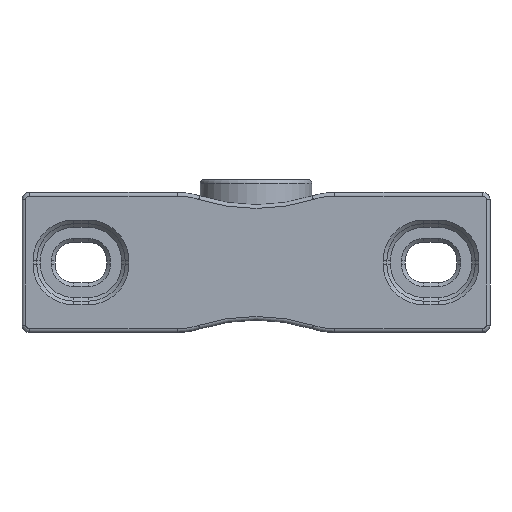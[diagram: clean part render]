
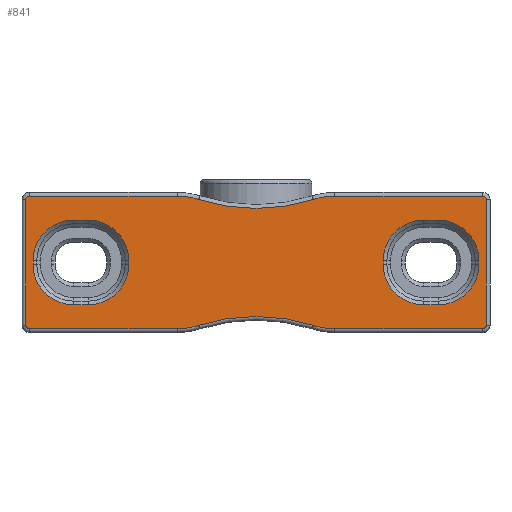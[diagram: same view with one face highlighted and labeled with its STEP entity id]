
A CAD part, front view. The second image highlights one B-rep face of the part: STEP entity #841.
In plain terms, the highlighted planar face has unit normal (0, -1, 0).
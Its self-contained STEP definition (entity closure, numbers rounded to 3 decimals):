
#262=CARTESIAN_POINT('',(98.,0.0,18.5));
#263=VERTEX_POINT('',#262);
#270=CARTESIAN_POINT('',(109.,0.0,7.5));
#271=VERTEX_POINT('',#270);
#272=CARTESIAN_POINT('',(109.,0.0,18.5));
#273=DIRECTION('',(0.0,-1.0,0.0));
#274=DIRECTION('',(-1.0,0.0,0.0));
#275=AXIS2_PLACEMENT_3D('',#272,#273,#274);
#276=CIRCLE('',#275,11.);
#277=EDGE_CURVE('',#263,#271,#276,.T.);
#304=CARTESIAN_POINT('',(98.,0.0,19.5));
#305=VERTEX_POINT('',#304);
#312=CARTESIAN_POINT('',(98.,0.0,19.5));
#313=DIRECTION('',(0.0,0.0,-1.0));
#314=VECTOR('',#313,1.0);
#315=LINE('',#312,#314);
#316=EDGE_CURVE('',#305,#263,#315,.T.);
#335=CARTESIAN_POINT('',(109.,0.0,30.5));
#336=VERTEX_POINT('',#335);
#343=CARTESIAN_POINT('',(109.,0.0,19.5));
#344=DIRECTION('',(0.0,-1.0,0.0));
#345=DIRECTION('',(0.0,0.0,1.0));
#346=AXIS2_PLACEMENT_3D('',#343,#344,#345);
#347=CIRCLE('',#346,11.);
#348=EDGE_CURVE('',#336,#305,#347,.T.);
#368=CARTESIAN_POINT('',(113.0,0.0,30.5));
#369=VERTEX_POINT('',#368);
#376=CARTESIAN_POINT('',(113.,0.0,30.5));
#377=DIRECTION('',(-1.0,0.0,0.0));
#378=VECTOR('',#377,4.);
#379=LINE('',#376,#378);
#380=EDGE_CURVE('',#369,#336,#379,.T.);
#399=CARTESIAN_POINT('',(124.0,0.0,19.5));
#400=VERTEX_POINT('',#399);
#407=CARTESIAN_POINT('',(113.0,0.0,19.5));
#408=DIRECTION('',(0.0,-1.0,0.0));
#409=DIRECTION('',(1.0,0.0,0.0));
#410=AXIS2_PLACEMENT_3D('',#407,#408,#409);
#411=CIRCLE('',#410,11.);
#412=EDGE_CURVE('',#400,#369,#411,.T.);
#432=CARTESIAN_POINT('',(124.0,0.0,18.5));
#433=VERTEX_POINT('',#432);
#440=CARTESIAN_POINT('',(124.0,0.0,18.5));
#441=DIRECTION('',(0.0,0.0,1.0));
#442=VECTOR('',#441,1.);
#443=LINE('',#440,#442);
#444=EDGE_CURVE('',#433,#400,#443,.T.);
#463=CARTESIAN_POINT('',(113.0,0.0,7.5));
#464=VERTEX_POINT('',#463);
#471=CARTESIAN_POINT('',(113.0,0.0,18.5));
#472=DIRECTION('',(0.0,-1.0,0.0));
#473=DIRECTION('',(0.0,0.0,-1.0));
#474=AXIS2_PLACEMENT_3D('',#471,#472,#473);
#475=CIRCLE('',#474,11.);
#476=EDGE_CURVE('',#464,#433,#475,.T.);
#495=CARTESIAN_POINT('',(109.,0.0,7.5));
#496=DIRECTION('',(1.0,0.0,0.0));
#497=VECTOR('',#496,4.);
#498=LINE('',#495,#497);
#499=EDGE_CURVE('',#271,#464,#498,.T.);
#616=CARTESIAN_POINT('',(0.0,0.0,0.0));
#617=DIRECTION('',(0.0,-1.0,0.0));
#618=DIRECTION('',(1.0,0.0,0.0));
#619=AXIS2_PLACEMENT_3D('',#616,#617,#618);
#620=PLANE('',#619);
#621=CARTESIAN_POINT('',(42.145,0.0,37.0));
#622=VERTEX_POINT('',#621);
#623=CARTESIAN_POINT('',(47.941,0.0,36.094));
#624=VERTEX_POINT('',#623);
#625=CARTESIAN_POINT('',(42.145,0.0,18.0));
#626=DIRECTION('',(0.0,1.0,0.0));
#627=DIRECTION('',(0.154,0.0,0.988));
#628=AXIS2_PLACEMENT_3D('',#625,#626,#627);
#629=CIRCLE('',#628,19.);
#630=EDGE_CURVE('',#622,#624,#629,.T.);
#631=ORIENTED_EDGE('',*,*,#630,.F.);
#632=CARTESIAN_POINT('',(2.0,0.0,37.0));
#633=VERTEX_POINT('',#632);
#634=CARTESIAN_POINT('',(2.,0.0,37.0));
#635=DIRECTION('',(1.0,0.0,0.0));
#636=VECTOR('',#635,40.145);
#637=LINE('',#634,#636);
#638=EDGE_CURVE('',#633,#622,#637,.T.);
#639=ORIENTED_EDGE('',*,*,#638,.F.);
#640=CARTESIAN_POINT('',(1.0,0.0,36.0));
#641=VERTEX_POINT('',#640);
#642=CARTESIAN_POINT('',(2.0,0.0,36.0));
#643=DIRECTION('',(0.0,1.0,0.0));
#644=DIRECTION('',(-0.707,0.0,0.707));
#645=AXIS2_PLACEMENT_3D('',#642,#643,#644);
#646=CIRCLE('',#645,1.0);
#647=EDGE_CURVE('',#641,#633,#646,.T.);
#648=ORIENTED_EDGE('',*,*,#647,.F.);
#649=CARTESIAN_POINT('',(1.,0.0,2.0));
#650=VERTEX_POINT('',#649);
#651=CARTESIAN_POINT('',(1.0,0.0,2.0));
#652=DIRECTION('',(0.0,0.0,1.0));
#653=VECTOR('',#652,34.0);
#654=LINE('',#651,#653);
#655=EDGE_CURVE('',#650,#641,#654,.T.);
#656=ORIENTED_EDGE('',*,*,#655,.F.);
#657=CARTESIAN_POINT('',(2.,0.0,1.0));
#658=VERTEX_POINT('',#657);
#659=CARTESIAN_POINT('',(2.,0.0,2.0));
#660=DIRECTION('',(0.0,1.0,0.0));
#661=DIRECTION('',(-0.707,0.0,-0.707));
#662=AXIS2_PLACEMENT_3D('',#659,#660,#661);
#663=CIRCLE('',#662,1.0);
#664=EDGE_CURVE('',#658,#650,#663,.T.);
#665=ORIENTED_EDGE('',*,*,#664,.F.);
#666=CARTESIAN_POINT('',(42.145,0.0,1.0));
#667=VERTEX_POINT('',#666);
#668=CARTESIAN_POINT('',(42.145,0.0,1.0));
#669=DIRECTION('',(-1.0,0.0,0.0));
#670=VECTOR('',#669,40.145);
#671=LINE('',#668,#670);
#672=EDGE_CURVE('',#667,#658,#671,.T.);
#673=ORIENTED_EDGE('',*,*,#672,.F.);
#674=CARTESIAN_POINT('',(47.941,0.0,1.906));
#675=VERTEX_POINT('',#674);
#676=CARTESIAN_POINT('',(42.145,0.0,20.0));
#677=DIRECTION('',(0.0,1.0,0.0));
#678=DIRECTION('',(0.154,0.0,-0.988));
#679=AXIS2_PLACEMENT_3D('',#676,#677,#678);
#680=CIRCLE('',#679,19.0);
#681=EDGE_CURVE('',#675,#667,#680,.T.);
#682=ORIENTED_EDGE('',*,*,#681,.F.);
#683=CARTESIAN_POINT('',(79.059,0.0,1.906));
#684=VERTEX_POINT('',#683);
#685=CARTESIAN_POINT('',(63.5,0.0,-46.663));
#686=DIRECTION('',(0.0,-1.0,0.0));
#687=DIRECTION('',(0.0,0.0,1.0));
#688=AXIS2_PLACEMENT_3D('',#685,#686,#687);
#689=CIRCLE('',#688,51.);
#690=EDGE_CURVE('',#684,#675,#689,.T.);
#691=ORIENTED_EDGE('',*,*,#690,.F.);
#692=CARTESIAN_POINT('',(84.855,0.0,1.0));
#693=VERTEX_POINT('',#692);
#694=CARTESIAN_POINT('',(84.855,0.0,20.0));
#695=DIRECTION('',(0.0,1.0,0.0));
#696=DIRECTION('',(-0.154,0.0,-0.988));
#697=AXIS2_PLACEMENT_3D('',#694,#695,#696);
#698=CIRCLE('',#697,19.0);
#699=EDGE_CURVE('',#693,#684,#698,.T.);
#700=ORIENTED_EDGE('',*,*,#699,.F.);
#701=CARTESIAN_POINT('',(125.,0.0,1.0));
#702=VERTEX_POINT('',#701);
#703=CARTESIAN_POINT('',(125.,0.0,1.0));
#704=DIRECTION('',(-1.0,0.0,0.0));
#705=VECTOR('',#704,40.145);
#706=LINE('',#703,#705);
#707=EDGE_CURVE('',#702,#693,#706,.T.);
#708=ORIENTED_EDGE('',*,*,#707,.F.);
#709=CARTESIAN_POINT('',(126.,0.0,2.0));
#710=VERTEX_POINT('',#709);
#711=CARTESIAN_POINT('',(125.,0.0,2.0));
#712=DIRECTION('',(0.0,1.0,0.0));
#713=DIRECTION('',(0.707,0.0,-0.707));
#714=AXIS2_PLACEMENT_3D('',#711,#712,#713);
#715=CIRCLE('',#714,1.0);
#716=EDGE_CURVE('',#710,#702,#715,.T.);
#717=ORIENTED_EDGE('',*,*,#716,.F.);
#718=CARTESIAN_POINT('',(126.,0.0,36.0));
#719=VERTEX_POINT('',#718);
#720=CARTESIAN_POINT('',(126.,0.0,36.0));
#721=DIRECTION('',(0.0,0.0,-1.0));
#722=VECTOR('',#721,34.0);
#723=LINE('',#720,#722);
#724=EDGE_CURVE('',#719,#710,#723,.T.);
#725=ORIENTED_EDGE('',*,*,#724,.F.);
#726=CARTESIAN_POINT('',(125.,0.0,37.0));
#727=VERTEX_POINT('',#726);
#728=CARTESIAN_POINT('',(125.,0.0,36.0));
#729=DIRECTION('',(0.0,1.0,0.0));
#730=DIRECTION('',(0.707,0.0,0.707));
#731=AXIS2_PLACEMENT_3D('',#728,#729,#730);
#732=CIRCLE('',#731,1.0);
#733=EDGE_CURVE('',#727,#719,#732,.T.);
#734=ORIENTED_EDGE('',*,*,#733,.F.);
#735=CARTESIAN_POINT('',(84.855,0.0,37.));
#736=VERTEX_POINT('',#735);
#737=CARTESIAN_POINT('',(84.855,0.0,37.0));
#738=DIRECTION('',(1.0,0.0,0.0));
#739=VECTOR('',#738,40.145);
#740=LINE('',#737,#739);
#741=EDGE_CURVE('',#736,#727,#740,.T.);
#742=ORIENTED_EDGE('',*,*,#741,.F.);
#743=CARTESIAN_POINT('',(79.059,0.0,36.094));
#744=VERTEX_POINT('',#743);
#745=CARTESIAN_POINT('',(84.855,0.0,18.));
#746=DIRECTION('',(0.0,1.0,0.0));
#747=DIRECTION('',(-0.154,0.0,0.988));
#748=AXIS2_PLACEMENT_3D('',#745,#746,#747);
#749=CIRCLE('',#748,19.0);
#750=EDGE_CURVE('',#744,#736,#749,.T.);
#751=ORIENTED_EDGE('',*,*,#750,.F.);
#752=CARTESIAN_POINT('',(63.5,0.0,84.663));
#753=DIRECTION('',(0.0,-1.0,0.0));
#754=DIRECTION('',(0.0,0.0,-1.0));
#755=AXIS2_PLACEMENT_3D('',#752,#753,#754);
#756=CIRCLE('',#755,51.);
#757=EDGE_CURVE('',#624,#744,#756,.T.);
#758=ORIENTED_EDGE('',*,*,#757,.F.);
#759=EDGE_LOOP('',(#631,#639,#648,#656,#665,#673,#682,#691,#700,#708,#717,#725,#734,#742,#751,#758));
#760=FACE_OUTER_BOUND('',#759,.T.);
#761=CARTESIAN_POINT('',(14.,0.0,30.5));
#762=VERTEX_POINT('',#761);
#763=CARTESIAN_POINT('',(3.,0.0,19.5));
#764=VERTEX_POINT('',#763);
#765=CARTESIAN_POINT('',(14.,0.0,19.5));
#766=DIRECTION('',(0.0,-1.0,0.0));
#767=DIRECTION('',(0.0,0.0,1.0));
#768=AXIS2_PLACEMENT_3D('',#765,#766,#767);
#769=CIRCLE('',#768,11.);
#770=EDGE_CURVE('',#762,#764,#769,.T.);
#771=ORIENTED_EDGE('',*,*,#770,.F.);
#772=CARTESIAN_POINT('',(18.,0.0,30.5));
#773=VERTEX_POINT('',#772);
#774=CARTESIAN_POINT('',(18.,0.0,30.5));
#775=DIRECTION('',(-1.0,0.0,0.0));
#776=VECTOR('',#775,4.);
#777=LINE('',#774,#776);
#778=EDGE_CURVE('',#773,#762,#777,.T.);
#779=ORIENTED_EDGE('',*,*,#778,.F.);
#780=CARTESIAN_POINT('',(29.,0.0,19.5));
#781=VERTEX_POINT('',#780);
#782=CARTESIAN_POINT('',(18.,0.0,19.5));
#783=DIRECTION('',(0.0,-1.0,0.0));
#784=DIRECTION('',(1.0,0.0,0.0));
#785=AXIS2_PLACEMENT_3D('',#782,#783,#784);
#786=CIRCLE('',#785,11.);
#787=EDGE_CURVE('',#781,#773,#786,.T.);
#788=ORIENTED_EDGE('',*,*,#787,.F.);
#789=CARTESIAN_POINT('',(29.,0.0,18.5));
#790=VERTEX_POINT('',#789);
#791=CARTESIAN_POINT('',(29.,0.0,18.5));
#792=DIRECTION('',(0.0,0.0,1.0));
#793=VECTOR('',#792,1.0);
#794=LINE('',#791,#793);
#795=EDGE_CURVE('',#790,#781,#794,.T.);
#796=ORIENTED_EDGE('',*,*,#795,.F.);
#797=CARTESIAN_POINT('',(18.,0.0,7.5));
#798=VERTEX_POINT('',#797);
#799=CARTESIAN_POINT('',(18.,0.0,18.5));
#800=DIRECTION('',(0.0,-1.0,0.0));
#801=DIRECTION('',(0.0,0.0,-1.0));
#802=AXIS2_PLACEMENT_3D('',#799,#800,#801);
#803=CIRCLE('',#802,11.);
#804=EDGE_CURVE('',#798,#790,#803,.T.);
#805=ORIENTED_EDGE('',*,*,#804,.F.);
#806=CARTESIAN_POINT('',(14.,0.0,7.5));
#807=VERTEX_POINT('',#806);
#808=CARTESIAN_POINT('',(14.,0.0,7.5));
#809=DIRECTION('',(1.0,0.0,0.0));
#810=VECTOR('',#809,4.);
#811=LINE('',#808,#810);
#812=EDGE_CURVE('',#807,#798,#811,.T.);
#813=ORIENTED_EDGE('',*,*,#812,.F.);
#814=CARTESIAN_POINT('',(3.,0.0,18.5));
#815=VERTEX_POINT('',#814);
#816=CARTESIAN_POINT('',(14.,0.0,18.5));
#817=DIRECTION('',(0.0,-1.0,0.0));
#818=DIRECTION('',(-1.0,0.0,0.0));
#819=AXIS2_PLACEMENT_3D('',#816,#817,#818);
#820=CIRCLE('',#819,11.0);
#821=EDGE_CURVE('',#815,#807,#820,.T.);
#822=ORIENTED_EDGE('',*,*,#821,.F.);
#823=CARTESIAN_POINT('',(3.,0.0,19.5));
#824=DIRECTION('',(0.0,0.0,-1.0));
#825=VECTOR('',#824,1.0);
#826=LINE('',#823,#825);
#827=EDGE_CURVE('',#764,#815,#826,.T.);
#828=ORIENTED_EDGE('',*,*,#827,.F.);
#829=EDGE_LOOP('',(#771,#779,#788,#796,#805,#813,#822,#828));
#830=FACE_BOUND('',#829,.T.);
#831=ORIENTED_EDGE('',*,*,#277,.F.);
#832=ORIENTED_EDGE('',*,*,#316,.F.);
#833=ORIENTED_EDGE('',*,*,#348,.F.);
#834=ORIENTED_EDGE('',*,*,#380,.F.);
#835=ORIENTED_EDGE('',*,*,#412,.F.);
#836=ORIENTED_EDGE('',*,*,#444,.F.);
#837=ORIENTED_EDGE('',*,*,#476,.F.);
#838=ORIENTED_EDGE('',*,*,#499,.F.);
#839=EDGE_LOOP('',(#831,#832,#833,#834,#835,#836,#837,#838));
#840=FACE_BOUND('',#839,.T.);
#841=ADVANCED_FACE('',(#760,#830,#840),#620,.T.);
